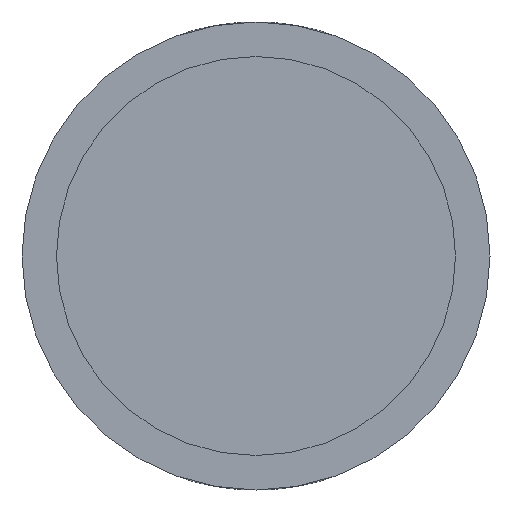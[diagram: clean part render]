
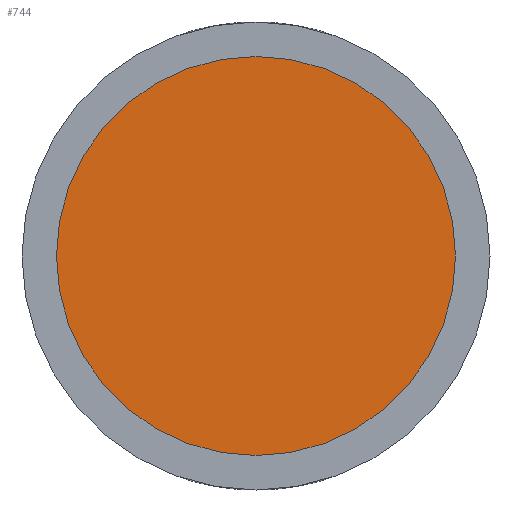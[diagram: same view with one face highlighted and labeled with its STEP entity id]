
A CAD part, front view. The second image highlights one B-rep face of the part: STEP entity #744.
In plain terms, the highlighted planar face has unit normal (0, -1, 0).
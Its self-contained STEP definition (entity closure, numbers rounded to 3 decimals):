
#184 = CIRCLE ( 'NONE', #733, 4.05 ) ;
#202 = ORIENTED_EDGE ( 'NONE', *, *, #834, .F. ) ;
#210 = ORIENTED_EDGE ( 'NONE', *, *, #230, .F. ) ;
#230 = EDGE_CURVE ( 'NONE', #612, #746, #880, .T. ) ;
#287 = CARTESIAN_POINT ( 'NONE',  ( 0., 0., 0. ) ) ;
#362 = CARTESIAN_POINT ( 'NONE',  ( 0., 0., -4.05 ) ) ;
#400 = CARTESIAN_POINT ( 'NONE',  ( 0., 0., 0. ) ) ;
#523 = FACE_OUTER_BOUND ( 'NONE', #914, .T. ) ;
#543 = CARTESIAN_POINT ( 'NONE',  ( 0., 0., 4.05 ) ) ;
#612 = VERTEX_POINT ( 'NONE', #543 ) ;
#668 = DIRECTION ( 'NONE',  ( 0., 0., 1. ) ) ;
#699 = AXIS2_PLACEMENT_3D ( 'NONE', #400, #748, #668 ) ;
#733 = AXIS2_PLACEMENT_3D ( 'NONE', #287, #977, #847 ) ;
#744 = ADVANCED_FACE ( 'NONE', ( #523 ), #900, .F. ) ;
#746 = VERTEX_POINT ( 'NONE', #362 ) ;
#748 = DIRECTION ( 'NONE',  ( 0., 1., 0. ) ) ;
#780 = CARTESIAN_POINT ( 'NONE',  ( 0., 0., 0. ) ) ;
#785 = DIRECTION ( 'NONE',  ( 0., 1., 0. ) ) ;
#834 = EDGE_CURVE ( 'NONE', #746, #612, #184, .T. ) ;
#847 = DIRECTION ( 'NONE',  ( 0., 0., 1. ) ) ;
#880 = CIRCLE ( 'NONE', #966, 4.05 ) ;
#900 = PLANE ( 'NONE',  #699 ) ;
#914 = EDGE_LOOP ( 'NONE', ( #202, #210 ) ) ;
#928 = DIRECTION ( 'NONE',  ( 0., 0., 1. ) ) ;
#966 = AXIS2_PLACEMENT_3D ( 'NONE', #780, #785, #928 ) ;
#977 = DIRECTION ( 'NONE',  ( 0., 1., 0. ) ) ;
